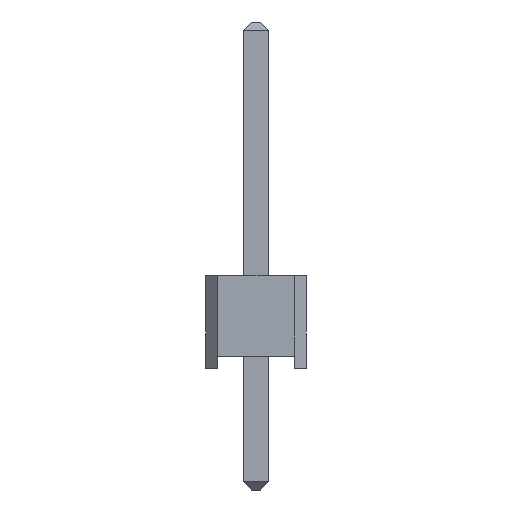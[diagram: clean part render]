
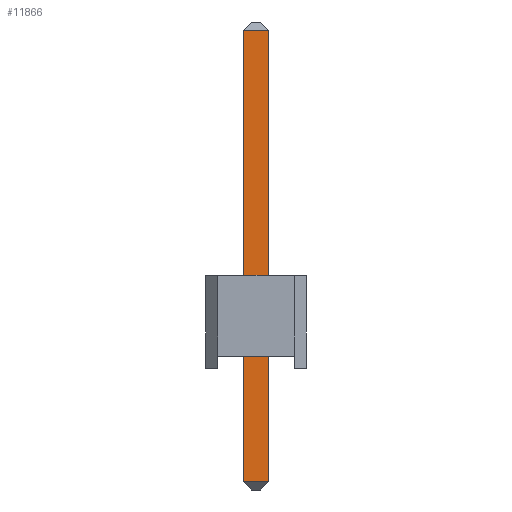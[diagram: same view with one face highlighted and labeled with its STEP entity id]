
A CAD part, left-side view. The second image highlights one B-rep face of the part: STEP entity #11866.
In plain terms, the highlighted planar face has unit normal (-1, 0, 0).
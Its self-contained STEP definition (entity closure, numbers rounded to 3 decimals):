
#11513 = PLANE('',#11514);
#11514 = AXIS2_PLACEMENT_3D('',#11515,#11516,#11517);
#11515 = CARTESIAN_POINT('',(-0.32,0.32,-3.));
#11516 = DIRECTION('',(-0.,1.,0.));
#11517 = DIRECTION('',(0.,0.,1.));
#11538 = VERTEX_POINT('',#11539);
#11539 = CARTESIAN_POINT('',(-0.32,0.32,-2.8));
#11565 = EDGE_CURVE('',#11538,#11566,#11568,.T.);
#11566 = VERTEX_POINT('',#11567);
#11567 = CARTESIAN_POINT('',(-0.32,0.32,8.34));
#11568 = SURFACE_CURVE('',#11569,(#11573,#11580),.PCURVE_S1.);
#11569 = LINE('',#11570,#11571);
#11570 = CARTESIAN_POINT('',(-0.32,0.32,-3.));
#11571 = VECTOR('',#11572,1.);
#11572 = DIRECTION('',(0.,-0.,1.));
#11573 = PCURVE('',#11513,#11574);
#11574 = DEFINITIONAL_REPRESENTATION('',(#11575),#11579);
#11575 = LINE('',#11576,#11577);
#11576 = CARTESIAN_POINT('',(0.,0.));
#11577 = VECTOR('',#11578,1.);
#11578 = DIRECTION('',(1.,0.));
#11579 = ( GEOMETRIC_REPRESENTATION_CONTEXT(2) 
PARAMETRIC_REPRESENTATION_CONTEXT() REPRESENTATION_CONTEXT('2D SPACE',''
  ) );
#11580 = PCURVE('',#11581,#11586);
#11581 = PLANE('',#11582);
#11582 = AXIS2_PLACEMENT_3D('',#11583,#11584,#11585);
#11583 = CARTESIAN_POINT('',(-0.32,-0.32,-3.));
#11584 = DIRECTION('',(-1.,0.,0.));
#11585 = DIRECTION('',(0.,0.,1.));
#11586 = DEFINITIONAL_REPRESENTATION('',(#11587),#11591);
#11587 = LINE('',#11588,#11589);
#11588 = CARTESIAN_POINT('',(0.,0.64));
#11589 = VECTOR('',#11590,1.);
#11590 = DIRECTION('',(1.,0.));
#11591 = ( GEOMETRIC_REPRESENTATION_CONTEXT(2) 
PARAMETRIC_REPRESENTATION_CONTEXT() REPRESENTATION_CONTEXT('2D SPACE',''
  ) );
#11693 = PLANE('',#11694);
#11694 = AXIS2_PLACEMENT_3D('',#11695,#11696,#11697);
#11695 = CARTESIAN_POINT('',(-0.22,-0.32,-2.9));
#11696 = DIRECTION('',(0.707,0.,0.707));
#11697 = DIRECTION('',(0.707,0.,-0.707));
#11726 = PLANE('',#11727);
#11727 = AXIS2_PLACEMENT_3D('',#11728,#11729,#11730);
#11728 = CARTESIAN_POINT('',(0.32,-0.32,-3.));
#11729 = DIRECTION('',(0.,-1.,0.));
#11730 = DIRECTION('',(0.,-0.,-1.));
#11806 = PLANE('',#11807);
#11807 = AXIS2_PLACEMENT_3D('',#11808,#11809,#11810);
#11808 = CARTESIAN_POINT('',(-0.22,-0.32,8.44));
#11809 = DIRECTION('',(-0.707,0.,0.707));
#11810 = DIRECTION('',(0.707,0.,0.707));
#11866 = ADVANCED_FACE('',(#11867),#11581,.T.);
#11867 = FACE_BOUND('',#11868,.T.);
#11868 = EDGE_LOOP('',(#11869,#11870,#11893,#11916));
#11869 = ORIENTED_EDGE('',*,*,#11565,.F.);
#11870 = ORIENTED_EDGE('',*,*,#11871,.T.);
#11871 = EDGE_CURVE('',#11538,#11872,#11874,.T.);
#11872 = VERTEX_POINT('',#11873);
#11873 = CARTESIAN_POINT('',(-0.32,-0.32,-2.8));
#11874 = SURFACE_CURVE('',#11875,(#11879,#11886),.PCURVE_S1.);
#11875 = LINE('',#11876,#11877);
#11876 = CARTESIAN_POINT('',(-0.32,-0.32,-2.8));
#11877 = VECTOR('',#11878,1.);
#11878 = DIRECTION('',(-0.,-1.,0.));
#11879 = PCURVE('',#11581,#11880);
#11880 = DEFINITIONAL_REPRESENTATION('',(#11881),#11885);
#11881 = LINE('',#11882,#11883);
#11882 = CARTESIAN_POINT('',(0.2,0.));
#11883 = VECTOR('',#11884,1.);
#11884 = DIRECTION('',(0.,-1.));
#11885 = ( GEOMETRIC_REPRESENTATION_CONTEXT(2) 
PARAMETRIC_REPRESENTATION_CONTEXT() REPRESENTATION_CONTEXT('2D SPACE',''
  ) );
#11886 = PCURVE('',#11693,#11887);
#11887 = DEFINITIONAL_REPRESENTATION('',(#11888),#11892);
#11888 = LINE('',#11889,#11890);
#11889 = CARTESIAN_POINT('',(-0.141,0.));
#11890 = VECTOR('',#11891,1.);
#11891 = DIRECTION('',(-0.,-1.));
#11892 = ( GEOMETRIC_REPRESENTATION_CONTEXT(2) 
PARAMETRIC_REPRESENTATION_CONTEXT() REPRESENTATION_CONTEXT('2D SPACE',''
  ) );
#11893 = ORIENTED_EDGE('',*,*,#11894,.T.);
#11894 = EDGE_CURVE('',#11872,#11895,#11897,.T.);
#11895 = VERTEX_POINT('',#11896);
#11896 = CARTESIAN_POINT('',(-0.32,-0.32,8.34));
#11897 = SURFACE_CURVE('',#11898,(#11902,#11909),.PCURVE_S1.);
#11898 = LINE('',#11899,#11900);
#11899 = CARTESIAN_POINT('',(-0.32,-0.32,-3.));
#11900 = VECTOR('',#11901,1.);
#11901 = DIRECTION('',(0.,0.,1.));
#11902 = PCURVE('',#11581,#11903);
#11903 = DEFINITIONAL_REPRESENTATION('',(#11904),#11908);
#11904 = LINE('',#11905,#11906);
#11905 = CARTESIAN_POINT('',(0.,0.));
#11906 = VECTOR('',#11907,1.);
#11907 = DIRECTION('',(1.,0.));
#11908 = ( GEOMETRIC_REPRESENTATION_CONTEXT(2) 
PARAMETRIC_REPRESENTATION_CONTEXT() REPRESENTATION_CONTEXT('2D SPACE',''
  ) );
#11909 = PCURVE('',#11726,#11910);
#11910 = DEFINITIONAL_REPRESENTATION('',(#11911),#11915);
#11911 = LINE('',#11912,#11913);
#11912 = CARTESIAN_POINT('',(-0.,-0.64));
#11913 = VECTOR('',#11914,1.);
#11914 = DIRECTION('',(-1.,0.));
#11915 = ( GEOMETRIC_REPRESENTATION_CONTEXT(2) 
PARAMETRIC_REPRESENTATION_CONTEXT() REPRESENTATION_CONTEXT('2D SPACE',''
  ) );
#11916 = ORIENTED_EDGE('',*,*,#11917,.T.);
#11917 = EDGE_CURVE('',#11895,#11566,#11918,.T.);
#11918 = SURFACE_CURVE('',#11919,(#11923,#11930),.PCURVE_S1.);
#11919 = LINE('',#11920,#11921);
#11920 = CARTESIAN_POINT('',(-0.32,-0.32,8.34));
#11921 = VECTOR('',#11922,1.);
#11922 = DIRECTION('',(0.,1.,-0.));
#11923 = PCURVE('',#11581,#11924);
#11924 = DEFINITIONAL_REPRESENTATION('',(#11925),#11929);
#11925 = LINE('',#11926,#11927);
#11926 = CARTESIAN_POINT('',(11.34,0.));
#11927 = VECTOR('',#11928,1.);
#11928 = DIRECTION('',(0.,1.));
#11929 = ( GEOMETRIC_REPRESENTATION_CONTEXT(2) 
PARAMETRIC_REPRESENTATION_CONTEXT() REPRESENTATION_CONTEXT('2D SPACE',''
  ) );
#11930 = PCURVE('',#11806,#11931);
#11931 = DEFINITIONAL_REPRESENTATION('',(#11932),#11936);
#11932 = LINE('',#11933,#11934);
#11933 = CARTESIAN_POINT('',(-0.141,0.));
#11934 = VECTOR('',#11935,1.);
#11935 = DIRECTION('',(0.,1.));
#11936 = ( GEOMETRIC_REPRESENTATION_CONTEXT(2) 
PARAMETRIC_REPRESENTATION_CONTEXT() REPRESENTATION_CONTEXT('2D SPACE',''
  ) );
